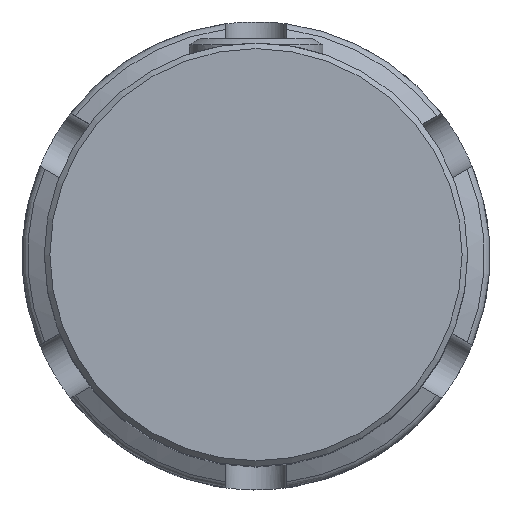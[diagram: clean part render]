
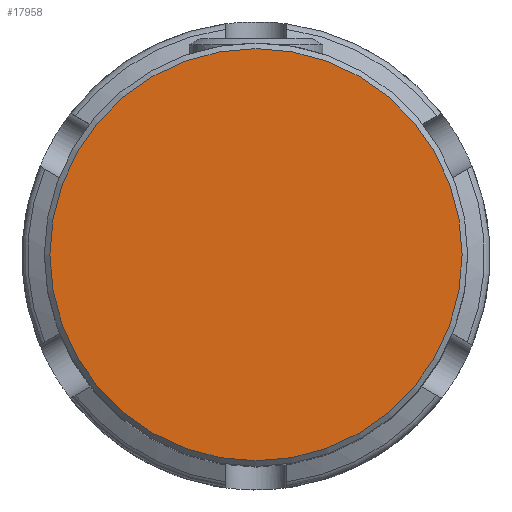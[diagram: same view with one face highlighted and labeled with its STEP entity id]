
A CAD part, top view. The second image highlights one B-rep face of the part: STEP entity #17958.
In plain terms, the highlighted planar face has unit normal (0, 0, 1).
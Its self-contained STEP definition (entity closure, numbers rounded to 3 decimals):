
#154 = PLANE ( 'NONE',  #15379 ) ;
#474 = CARTESIAN_POINT ( 'NONE',  ( 0., -18.5, 48. ) ) ;
#875 = AXIS2_PLACEMENT_3D ( 'NONE', #6120, #12957, #13099 ) ;
#2045 = EDGE_CURVE ( 'NONE', #4918, #4918, #8645, .T. ) ;
#2314 = FACE_OUTER_BOUND ( 'NONE', #12707, .T. ) ;
#4254 = DIRECTION ( 'NONE',  ( 0., 0., -1. ) ) ;
#4918 = VERTEX_POINT ( 'NONE', #474 ) ;
#5974 = ORIENTED_EDGE ( 'NONE', *, *, #2045, .T. ) ;
#6120 = CARTESIAN_POINT ( 'NONE',  ( 0., 0., 48. ) ) ;
#8645 = CIRCLE ( 'NONE', #875, 18.5 ) ;
#9770 = CARTESIAN_POINT ( 'NONE',  ( 0., 18.5, 48. ) ) ;
#11019 = DIRECTION ( 'NONE',  ( 0., 1., 0. ) ) ;
#12707 = EDGE_LOOP ( 'NONE', ( #5974 ) ) ;
#12957 = DIRECTION ( 'NONE',  ( 0., 0., 1. ) ) ;
#13099 = DIRECTION ( 'NONE',  ( 0., -1., 0. ) ) ;
#15379 = AXIS2_PLACEMENT_3D ( 'NONE', #9770, #4254, #11019 ) ;
#17958 = ADVANCED_FACE ( 'NONE', ( #2314 ), #154, .F. ) ;
